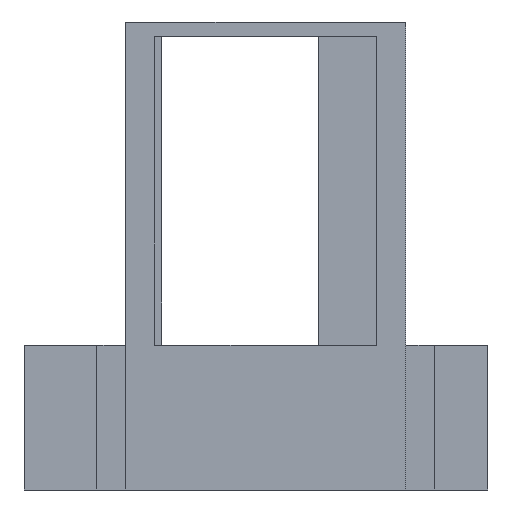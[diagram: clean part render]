
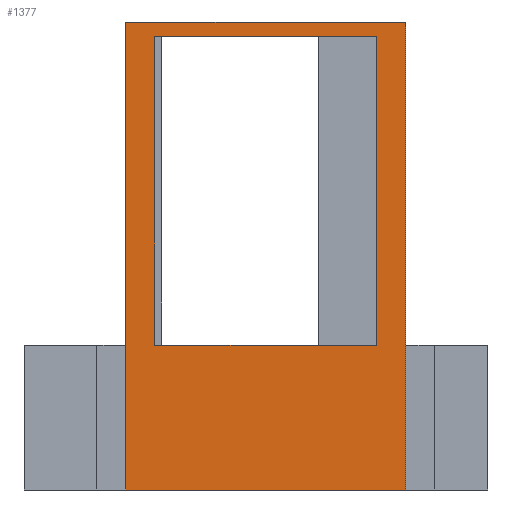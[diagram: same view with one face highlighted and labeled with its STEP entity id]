
A CAD part, front view. The second image highlights one B-rep face of the part: STEP entity #1377.
In plain terms, the highlighted planar face has unit normal (0, -1, 0).
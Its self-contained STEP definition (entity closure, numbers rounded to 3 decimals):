
#39 = VERTEX_POINT ( 'NONE', #241 ) ;
#47 = ORIENTED_EDGE ( 'NONE', *, *, #2542, .F. ) ;
#67 = ORIENTED_EDGE ( 'NONE', *, *, #1652, .F. ) ;
#72 = DIRECTION ( 'NONE',  ( 0., 0., -1. ) ) ;
#120 = CARTESIAN_POINT ( 'NONE',  ( 14.5, -17.5, 0. ) ) ;
#162 = VECTOR ( 'NONE', #1119, 1000. ) ;
#241 = CARTESIAN_POINT ( 'NONE',  ( 11.5, -17.5, 15. ) ) ;
#285 = VECTOR ( 'NONE', #1534, 1000. ) ;
#292 = DIRECTION ( 'NONE',  ( 0., 1., 0. ) ) ;
#305 = VECTOR ( 'NONE', #1610, 1000. ) ;
#330 = VECTOR ( 'NONE', #2288, 1000. ) ;
#386 = VECTOR ( 'NONE', #2446, 1000. ) ;
#413 = CARTESIAN_POINT ( 'NONE',  ( -14.5, -17.5, 48.5 ) ) ;
#451 = ORIENTED_EDGE ( 'NONE', *, *, #2485, .T. ) ;
#473 = DIRECTION ( 'NONE',  ( 0., 0., -1. ) ) ;
#475 = VERTEX_POINT ( 'NONE', #2249 ) ;
#579 = LINE ( 'NONE', #1646, #622 ) ;
#622 = VECTOR ( 'NONE', #1863, 1000. ) ;
#665 = CARTESIAN_POINT ( 'NONE',  ( -11.5, -17.5, 47. ) ) ;
#709 = CARTESIAN_POINT ( 'NONE',  ( -12.5, -17.5, 15. ) ) ;
#744 = LINE ( 'NONE', #2133, #285 ) ;
#793 = CARTESIAN_POINT ( 'NONE',  ( 11.5, -17.5, 47. ) ) ;
#815 = CARTESIAN_POINT ( 'NONE',  ( -12.5, -17.5, 0. ) ) ;
#829 = VECTOR ( 'NONE', #72, 1000. ) ;
#836 = VERTEX_POINT ( 'NONE', #793 ) ;
#857 = ORIENTED_EDGE ( 'NONE', *, *, #2578, .T. ) ;
#871 = CARTESIAN_POINT ( 'NONE',  ( 14.5, -17.5, 48.5 ) ) ;
#889 = CARTESIAN_POINT ( 'NONE',  ( -11.5, -17.5, 47. ) ) ;
#930 = EDGE_CURVE ( 'NONE', #2476, #1861, #1868, .T. ) ;
#969 = LINE ( 'NONE', #1159, #829 ) ;
#1052 = EDGE_LOOP ( 'NONE', ( #67, #1857, #2201, #1657 ) ) ;
#1080 = LINE ( 'NONE', #1482, #330 ) ;
#1086 = FACE_OUTER_BOUND ( 'NONE', #1052, .T. ) ;
#1119 = DIRECTION ( 'NONE',  ( 0., 0., -1. ) ) ;
#1159 = CARTESIAN_POINT ( 'NONE',  ( -14.5, -17.5, 47. ) ) ;
#1294 = FACE_BOUND ( 'NONE', #2493, .T. ) ;
#1316 = PLANE ( 'NONE',  #2176 ) ;
#1353 = VERTEX_POINT ( 'NONE', #871 ) ;
#1377 = ADVANCED_FACE ( 'NONE', ( #1086, #1294 ), #1316, .F. ) ;
#1440 = LINE ( 'NONE', #815, #305 ) ;
#1482 = CARTESIAN_POINT ( 'NONE',  ( -12.5, -17.5, 15. ) ) ;
#1517 = VERTEX_POINT ( 'NONE', #2191 ) ;
#1534 = DIRECTION ( 'NONE',  ( 1., 0., 0. ) ) ;
#1610 = DIRECTION ( 'NONE',  ( 1., 0., 0. ) ) ;
#1633 = ORIENTED_EDGE ( 'NONE', *, *, #930, .F. ) ;
#1646 = CARTESIAN_POINT ( 'NONE',  ( 14.5, -17.5, 47. ) ) ;
#1652 = EDGE_CURVE ( 'NONE', #475, #1353, #2202, .T. ) ;
#1657 = ORIENTED_EDGE ( 'NONE', *, *, #2361, .F. ) ;
#1709 = LINE ( 'NONE', #2118, #162 ) ;
#1729 = EDGE_CURVE ( 'NONE', #1517, #2510, #1440, .T. ) ;
#1857 = ORIENTED_EDGE ( 'NONE', *, *, #2272, .T. ) ;
#1861 = VERTEX_POINT ( 'NONE', #2530 ) ;
#1863 = DIRECTION ( 'NONE',  ( 0., 0., -1. ) ) ;
#1868 = LINE ( 'NONE', #665, #2171 ) ;
#2118 = CARTESIAN_POINT ( 'NONE',  ( 11.5, -17.5, 47. ) ) ;
#2133 = CARTESIAN_POINT ( 'NONE',  ( -14.5, -17.5, 47. ) ) ;
#2171 = VECTOR ( 'NONE', #473, 1000. ) ;
#2176 = AXIS2_PLACEMENT_3D ( 'NONE', #709, #292, #2310 ) ;
#2191 = CARTESIAN_POINT ( 'NONE',  ( -14.5, -17.5, 0. ) ) ;
#2201 = ORIENTED_EDGE ( 'NONE', *, *, #1729, .T. ) ;
#2202 = LINE ( 'NONE', #413, #386 ) ;
#2249 = CARTESIAN_POINT ( 'NONE',  ( -14.5, -17.5, 48.5 ) ) ;
#2272 = EDGE_CURVE ( 'NONE', #475, #1517, #969, .T. ) ;
#2288 = DIRECTION ( 'NONE',  ( 1., 0., 0. ) ) ;
#2310 = DIRECTION ( 'NONE',  ( 0., 0., 1. ) ) ;
#2361 = EDGE_CURVE ( 'NONE', #1353, #2510, #579, .T. ) ;
#2446 = DIRECTION ( 'NONE',  ( 1., 0., 0. ) ) ;
#2476 = VERTEX_POINT ( 'NONE', #889 ) ;
#2485 = EDGE_CURVE ( 'NONE', #836, #39, #1709, .T. ) ;
#2493 = EDGE_LOOP ( 'NONE', ( #451, #47, #1633, #857 ) ) ;
#2510 = VERTEX_POINT ( 'NONE', #120 ) ;
#2530 = CARTESIAN_POINT ( 'NONE',  ( -11.5, -17.5, 15. ) ) ;
#2542 = EDGE_CURVE ( 'NONE', #1861, #39, #1080, .T. ) ;
#2578 = EDGE_CURVE ( 'NONE', #2476, #836, #744, .T. ) ;
